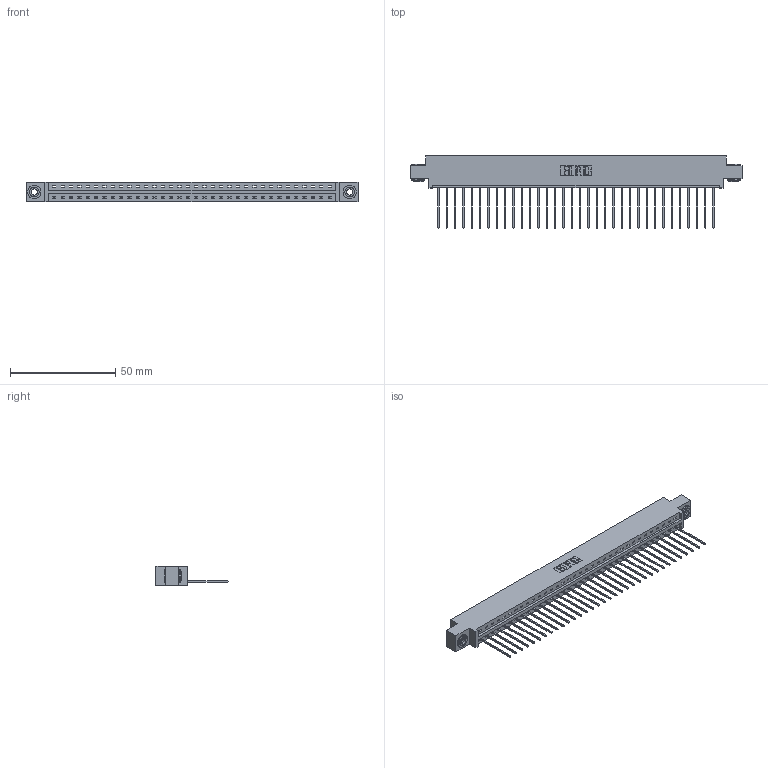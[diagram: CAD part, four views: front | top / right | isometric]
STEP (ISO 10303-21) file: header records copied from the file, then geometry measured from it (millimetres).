
FILE_DESCRIPTION (( 'STEP AP203' ), '1' );
FILE_NAME ('387-034-541-603.STEP', '2019-10-04T11:22:07', ( '' ), ( '' ), 'SwSTEP 2.0', 'SolidWorks 2016', '' );
FILE_SCHEMA (( 'CONFIG_CONTROL_DESIGN' ));
Length unit declared in the file: inch
Products named in the file (4): 345-250-002_345-250-002-102; 387-034-541-603; 345-292-001_345-293-141; 337 Part_0.170 Offset - 0.156 Dia-TH
Assembly tree (37 placements, depth 2):
  387-034-541-603
    337 Part_0.170 Offset - 0.156 Dia-TH
    345-292-001_345-293-141  x34
    345-250-002_345-250-002-102  x2
Bounding box: 157.73 x 34.3 x 9.4 mm (x, y, z)
Volume: 16307.8 mm3; surface area: 17826.5 mm2
Topology: 37 solids, 37 shells, 2264 faces, 6791 edges, 4478 vertices
Faces by surface type: plane 1648, cylinder 608, cone 8
Entity records: 27108 total; most frequent: CARTESIAN_POINT 4699, ORIENTED_EDGE 4662, DIRECTION 4005, EDGE_CURVE 2331, LINE 2179, VECTOR 2179, VERTEX_POINT 1550, AXIS2_PLACEMENT_3D 913
